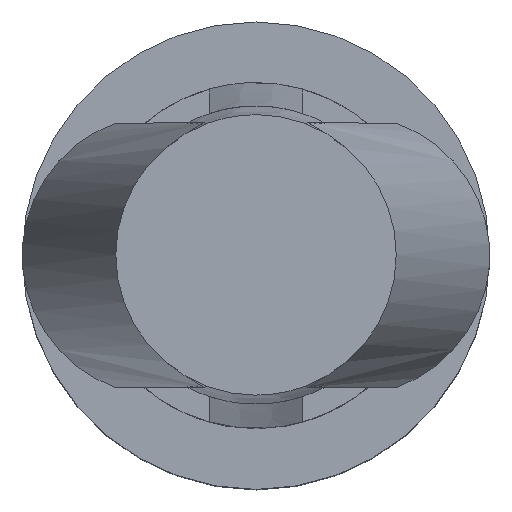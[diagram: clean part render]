
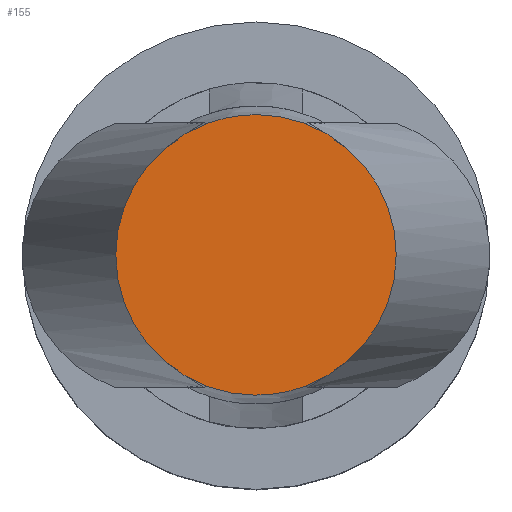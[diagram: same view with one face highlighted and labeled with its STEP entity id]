
A CAD part, top view. The second image highlights one B-rep face of the part: STEP entity #155.
In plain terms, the highlighted planar face has unit normal (0, 0, 1).
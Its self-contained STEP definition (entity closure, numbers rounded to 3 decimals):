
#155 = ADVANCED_FACE( '', ( #316 ), #317, .T. );
#316 = FACE_OUTER_BOUND( '', #579, .T. );
#317 = PLANE( '', #580 );
#579 = EDGE_LOOP( '', ( #969, #970, #971, #972, #973, #974, #975, #976 ) );
#580 = AXIS2_PLACEMENT_3D( '', #977, #978, #979 );
#969 = ORIENTED_EDGE( '', *, *, #1185, .F. );
#970 = ORIENTED_EDGE( '', *, *, #1184, .T. );
#971 = ORIENTED_EDGE( '', *, *, #1183, .F. );
#972 = ORIENTED_EDGE( '', *, *, #1128, .F. );
#973 = ORIENTED_EDGE( '', *, *, #1202, .F. );
#974 = ORIENTED_EDGE( '', *, *, #1203, .T. );
#975 = ORIENTED_EDGE( '', *, *, #1204, .F. );
#976 = ORIENTED_EDGE( '', *, *, #1156, .T. );
#977 = CARTESIAN_POINT( '', ( 0., 0., 6.65 ) );
#978 = DIRECTION( '', ( 0., 0., 1. ) );
#979 = DIRECTION( '', ( 1., 0., 0. ) );
#1128 = EDGE_CURVE( '', #1362, #1364, #1365, .T. );
#1156 = EDGE_CURVE( '', #1405, #1403, #1406, .F. );
#1183 = EDGE_CURVE( '', #1364, #1436, #1437, .T. );
#1184 = EDGE_CURVE( '', #1438, #1436, #1439, .T. );
#1185 = EDGE_CURVE( '', #1438, #1403, #1440, .T. );
#1202 = EDGE_CURVE( '', #1457, #1362, #1458, .T. );
#1203 = EDGE_CURVE( '', #1457, #1459, #1460, .T. );
#1204 = EDGE_CURVE( '', #1405, #1459, #1461, .T. );
#1362 = VERTEX_POINT( '', #1691 );
#1364 = VERTEX_POINT( '', #1699 );
#1365 = CIRCLE( '', #1700, 1.5 );
#1403 = VERTEX_POINT( '', #1768 );
#1405 = VERTEX_POINT( '', #1776 );
#1406 = CIRCLE( '', #1777, 1.5 );
#1436 = VERTEX_POINT( '', #1827 );
#1437 = CIRCLE( '', #1828, 1.5 );
#1438 = VERTEX_POINT( '', #1829 );
#1439 = B_SPLINE_CURVE_WITH_KNOTS( '', 2, ( #1830, #1831, #1832, #1833, #1834 ), .UNSPECIFIED., .F., .F., ( 3, 2, 3 ), ( 0., 0.5, 1. ), .UNSPECIFIED. );
#1440 = CIRCLE( '', #1835, 1.5 );
#1457 = VERTEX_POINT( '', #1866 );
#1458 = CIRCLE( '', #1867, 1.5 );
#1459 = VERTEX_POINT( '', #1868 );
#1460 = B_SPLINE_CURVE_WITH_KNOTS( '', 2, ( #1869, #1870, #1871, #1872, #1873 ), .UNSPECIFIED., .F., .F., ( 3, 2, 3 ), ( 0., 0.5, 1. ), .UNSPECIFIED. );
#1461 = CIRCLE( '', #1874, 1.5 );
#1691 = CARTESIAN_POINT( '', ( 0.525, 1.405, 6.65 ) );
#1699 = CARTESIAN_POINT( '', ( 0.525, -1.405, 6.65 ) );
#1700 = AXIS2_PLACEMENT_3D( '', #1995, #1996, #1997 );
#1768 = CARTESIAN_POINT( '', ( -0.525, -1.405, 6.65 ) );
#1776 = CARTESIAN_POINT( '', ( -0.525, 1.405, 6.65 ) );
#1777 = AXIS2_PLACEMENT_3D( '', #2024, #2025, #2026 );
#1827 = CARTESIAN_POINT( '', ( 0.5, -1.414, 6.65 ) );
#1828 = AXIS2_PLACEMENT_3D( '', #2049, #2050, #2051 );
#1829 = CARTESIAN_POINT( '', ( -0.5, -1.414, 6.65 ) );
#1830 = CARTESIAN_POINT( '', ( -0.5, -1.414, 6.65 ) );
#1831 = CARTESIAN_POINT( '', ( -0.258, -1.5, 6.65 ) );
#1832 = CARTESIAN_POINT( '', ( 0., -1.5, 6.65 ) );
#1833 = CARTESIAN_POINT( '', ( 0.257, -1.5, 6.65 ) );
#1834 = CARTESIAN_POINT( '', ( 0.5, -1.414, 6.65 ) );
#1835 = AXIS2_PLACEMENT_3D( '', #2052, #2053, #2054 );
#1866 = CARTESIAN_POINT( '', ( 0.5, 1.414, 6.65 ) );
#1867 = AXIS2_PLACEMENT_3D( '', #2060, #2061, #2062 );
#1868 = CARTESIAN_POINT( '', ( -0.5, 1.414, 6.65 ) );
#1869 = CARTESIAN_POINT( '', ( 0.5, 1.414, 6.65 ) );
#1870 = CARTESIAN_POINT( '', ( 0.258, 1.5, 6.65 ) );
#1871 = CARTESIAN_POINT( '', ( 0., 1.5, 6.65 ) );
#1872 = CARTESIAN_POINT( '', ( -0.257, 1.5, 6.65 ) );
#1873 = CARTESIAN_POINT( '', ( -0.5, 1.414, 6.65 ) );
#1874 = AXIS2_PLACEMENT_3D( '', #2063, #2064, #2065 );
#1995 = CARTESIAN_POINT( '', ( 0., 0., 6.65 ) );
#1996 = DIRECTION( '', ( 0., 0., -1. ) );
#1997 = DIRECTION( '', ( 0., 1., 0. ) );
#2024 = CARTESIAN_POINT( '', ( 0., 0., 6.65 ) );
#2025 = DIRECTION( '', ( 0., 0., -1. ) );
#2026 = DIRECTION( '', ( 1., 0., 0. ) );
#2049 = CARTESIAN_POINT( '', ( 0., 0., 6.65 ) );
#2050 = DIRECTION( '', ( 0., 0., -1. ) );
#2051 = DIRECTION( '', ( 0., 1., 0. ) );
#2052 = CARTESIAN_POINT( '', ( 0., 0., 6.65 ) );
#2053 = DIRECTION( '', ( 0., 0., -1. ) );
#2054 = DIRECTION( '', ( 0., 1., 0. ) );
#2060 = CARTESIAN_POINT( '', ( 0., 0., 6.65 ) );
#2061 = DIRECTION( '', ( 0., 0., -1. ) );
#2062 = DIRECTION( '', ( 0., 1., 0. ) );
#2063 = CARTESIAN_POINT( '', ( 0., 0., 6.65 ) );
#2064 = DIRECTION( '', ( 0., 0., -1. ) );
#2065 = DIRECTION( '', ( 0., 1., 0. ) );
